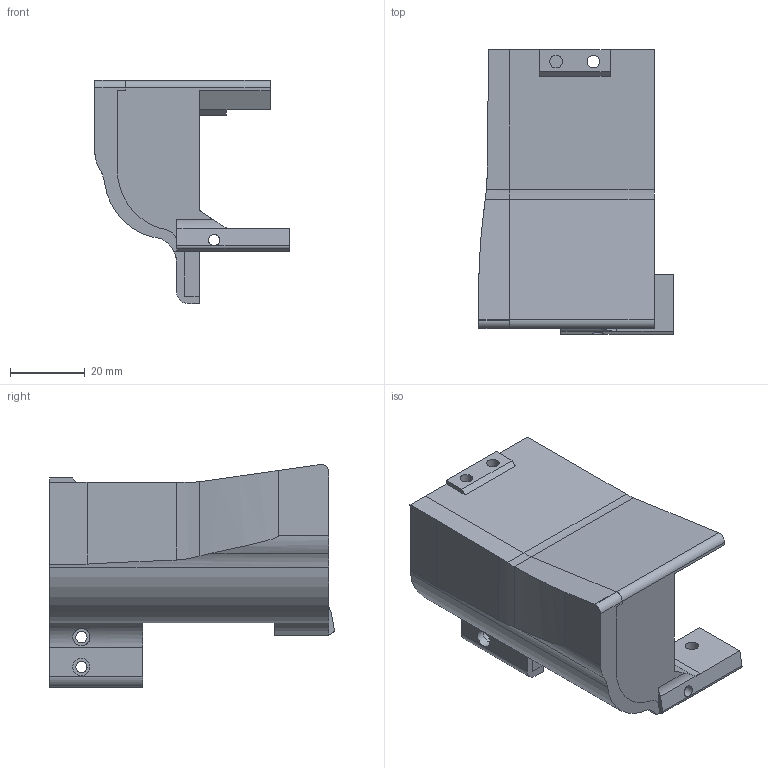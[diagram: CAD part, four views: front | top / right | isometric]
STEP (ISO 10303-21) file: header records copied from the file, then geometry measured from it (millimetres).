
FILE_DESCRIPTION(/* description */ ('','CAx-IF Rec.Pracs.---Representation and Presentation of Product Manufacturing Information (PMI)---4.0---2014-10-13'),/* implementation_level */ '2;1');
FILE_NAME(/* name */ 'wrist_mount_assm.stp',/* time_stamp */ '2025-08-23T20:06:44-04:00',/* author */ ('Kenny'),/* organization */ (''),/* preprocessor_version */ 'ST-DEVELOPER v20',/* originating_system */ 'Autodesk Inventor 2025',/* authorisation */ '');
FILE_SCHEMA (('AP242_MANAGED_MODEL_BASED_3D_ENGINEERING_MIM_LF { 1 0 10303 442 1 1 4 }'));
Products named in the file (3): wrist_mount_assm; wrist_mount; wrist_soft
Assembly tree (2 placements, depth 2):
  wrist_mount_assm
    wrist_mount
    wrist_soft
Bounding box: 52.1 x 76.32 x 59.82 mm (x, y, z)
Volume: 47552.3 mm3; surface area: 26622 mm2
Topology: 2 solids, 2 shells, 109 faces, 297 edges, 195 vertices
Faces by surface type: plane 69, cylinder 39, torus 1
Full cylindrical faces by diameter (mm): 3 x3, 3.4 x2, 3.5 x1, 4.6 x5
Entity records: 6154 total; most frequent: CARTESIAN_POINT 1616, DIRECTION 818, ORIENTED_EDGE 594, STYLED_ITEM 506, AXIS2_PLACEMENT_3D 303, POLYLINE 301, EDGE_CURVE 297, LINE 212
